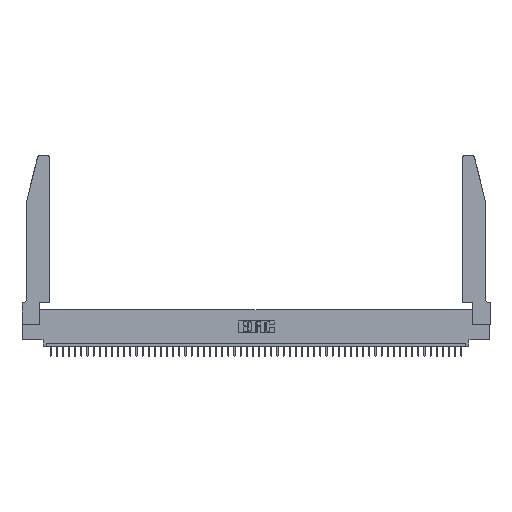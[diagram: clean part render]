
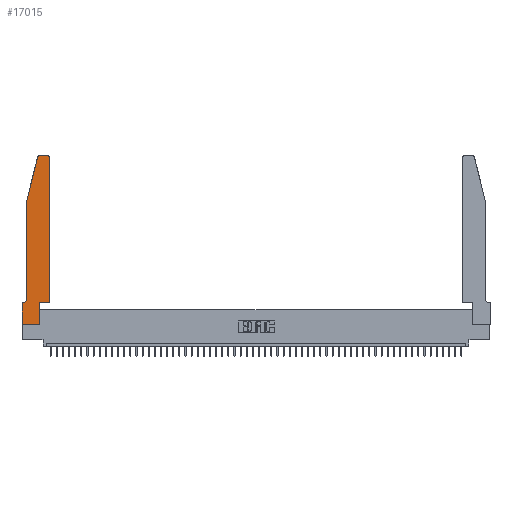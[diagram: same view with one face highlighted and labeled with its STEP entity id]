
A CAD part, top view. The second image highlights one B-rep face of the part: STEP entity #17015.
In plain terms, the highlighted planar face has unit normal (0, 0, 1).
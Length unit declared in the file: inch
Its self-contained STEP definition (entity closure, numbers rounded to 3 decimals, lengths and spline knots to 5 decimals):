
#313 = VERTEX_POINT ( 'NONE', #30612 ) ;
#757 = EDGE_CURVE ( 'NONE', #41553, #16549, #16530, .T. ) ;
#1583 = DIRECTION ( 'NONE',  ( -1., 0., 0. ) ) ;
#1595 = DIRECTION ( 'NONE',  ( 0., 1., 0. ) ) ;
#3754 = VERTEX_POINT ( 'NONE', #15375 ) ;
#4110 = CARTESIAN_POINT ( 'NONE',  ( 0.284, 2.72, 0.37 ) ) ;
#4666 = DIRECTION ( 'NONE',  ( 0., 0., 1. ) ) ;
#5008 = LINE ( 'NONE', #5523, #5697 ) ;
#5052 = CARTESIAN_POINT ( 'NONE',  ( 0.4505, 0.35, 0.37 ) ) ;
#5523 = CARTESIAN_POINT ( 'NONE',  ( 0.2865, 0.35, 0.37 ) ) ;
#5697 = VECTOR ( 'NONE', #1595, 39.37008 ) ;
#7192 = CARTESIAN_POINT ( 'NONE',  ( 0.284, 2.75, 0.37 ) ) ;
#7680 = VECTOR ( 'NONE', #29154, 39.37008 ) ;
#8227 = ORIENTED_EDGE ( 'NONE', *, *, #46337, .T. ) ;
#8853 = CARTESIAN_POINT ( 'NONE',  ( 0., 0., 0.37 ) ) ;
#9028 = CARTESIAN_POINT ( 'NONE',  ( 0., 0., 0.37 ) ) ;
#9183 = DIRECTION ( 'NONE',  ( 0., 1., 0. ) ) ;
#9574 = ORIENTED_EDGE ( 'NONE', *, *, #50385, .T. ) ;
#9682 = ORIENTED_EDGE ( 'NONE', *, *, #32909, .T. ) ;
#9930 = DIRECTION ( 'NONE',  ( 1., 0., 0. ) ) ;
#10190 = CARTESIAN_POINT ( 'NONE',  ( 0., 0., 0.37 ) ) ;
#10700 = CARTESIAN_POINT ( 'NONE',  ( 0.2865, 0., 0.37 ) ) ;
#10951 = CIRCLE ( 'NONE', #13450, 0.07 ) ;
#11625 = EDGE_CURVE ( 'NONE', #16549, #50425, #25115, .T. ) ;
#11798 = DIRECTION ( 'NONE',  ( 0., 0., 1. ) ) ;
#12292 = CARTESIAN_POINT ( 'NONE',  ( 0.0755, 2., 0.37 ) ) ;
#13099 = CARTESIAN_POINT ( 'NONE',  ( 0.4505, 2.72, 0.37 ) ) ;
#13308 = ORIENTED_EDGE ( 'NONE', *, *, #19043, .T. ) ;
#13450 = AXIS2_PLACEMENT_3D ( 'NONE', #42677, #50271, #1583 ) ;
#13511 = CARTESIAN_POINT ( 'NONE',  ( 0.4505, 0.35, 0.37 ) ) ;
#15375 = CARTESIAN_POINT ( 'NONE',  ( 0.0755, 0.42, 0.37 ) ) ;
#16068 = DIRECTION ( 'NONE',  ( 1., 0., 0. ) ) ;
#16530 = LINE ( 'NONE', #28495, #7680 ) ;
#16549 = VERTEX_POINT ( 'NONE', #49018 ) ;
#16861 = CARTESIAN_POINT ( 'NONE',  ( 0.25487, 2.72718, 0.37 ) ) ;
#17015 = ADVANCED_FACE ( 'NONE', ( #21833 ), #47306, .T. ) ;
#19043 = EDGE_CURVE ( 'NONE', #38990, #313, #5008, .T. ) ;
#19664 = CARTESIAN_POINT ( 'NONE',  ( 0.4205, 2.75, 0.37 ) ) ;
#19996 = EDGE_LOOP ( 'NONE', ( #25292, #44663, #30619, #9682, #23050, #32849, #44684, #9574, #13308, #29308, #24938, #8227 ) ) ;
#20742 = VECTOR ( 'NONE', #38156, 39.37008 ) ;
#20814 = DIRECTION ( 'NONE',  ( -1., 0., 0. ) ) ;
#21138 = EDGE_CURVE ( 'NONE', #25047, #36184, #41696, .T. ) ;
#21833 = FACE_OUTER_BOUND ( 'NONE', #19996, .T. ) ;
#21921 = DIRECTION ( 'NONE',  ( 0., -1., 0. ) ) ;
#22082 = LINE ( 'NONE', #9028, #36069 ) ;
#22818 = LINE ( 'NONE', #12292, #49428 ) ;
#23050 = ORIENTED_EDGE ( 'NONE', *, *, #44079, .T. ) ;
#24720 = EDGE_CURVE ( 'NONE', #25576, #45663, #25403, .T. ) ;
#24938 = ORIENTED_EDGE ( 'NONE', *, *, #24720, .T. ) ;
#25047 = VERTEX_POINT ( 'NONE', #7192 ) ;
#25102 = DIRECTION ( 'NONE',  ( 1., 0., 0. ) ) ;
#25115 = LINE ( 'NONE', #10190, #52512 ) ;
#25292 = ORIENTED_EDGE ( 'NONE', *, *, #40814, .T. ) ;
#25403 = LINE ( 'NONE', #5052, #45732 ) ;
#25576 = VERTEX_POINT ( 'NONE', #13511 ) ;
#26025 = LINE ( 'NONE', #33327, #40659 ) ;
#26416 = AXIS2_PLACEMENT_3D ( 'NONE', #28960, #4666, #25102 ) ;
#27060 = LINE ( 'NONE', #29599, #32703 ) ;
#28122 = EDGE_CURVE ( 'NONE', #313, #25576, #26025, .T. ) ;
#28185 = CIRCLE ( 'NONE', #26416, 0.03 ) ;
#28495 = CARTESIAN_POINT ( 'NONE',  ( 0.0755, 0.35, 0.37 ) ) ;
#28960 = CARTESIAN_POINT ( 'NONE',  ( 0.4205, 2.72, 0.37 ) ) ;
#29129 = VERTEX_POINT ( 'NONE', #19664 ) ;
#29154 = DIRECTION ( 'NONE',  ( -1., 0., 0. ) ) ;
#29308 = ORIENTED_EDGE ( 'NONE', *, *, #28122, .T. ) ;
#29576 = DIRECTION ( 'NONE',  ( 1., 0., 0. ) ) ;
#29599 = CARTESIAN_POINT ( 'NONE',  ( 0.2605, 2.75, 0.37 ) ) ;
#30412 = CARTESIAN_POINT ( 'NONE',  ( 0.0755, 2., 0.37 ) ) ;
#30603 = AXIS2_PLACEMENT_3D ( 'NONE', #51401, #11798, #16068 ) ;
#30612 = CARTESIAN_POINT ( 'NONE',  ( 0.2865, 0.35, 0.37 ) ) ;
#30619 = ORIENTED_EDGE ( 'NONE', *, *, #33979, .T. ) ;
#32703 = VECTOR ( 'NONE', #20814, 39.37008 ) ;
#32849 = ORIENTED_EDGE ( 'NONE', *, *, #757, .T. ) ;
#32909 = EDGE_CURVE ( 'NONE', #45195, #3754, #22818, .T. ) ;
#33327 = CARTESIAN_POINT ( 'NONE',  ( 0.4505, 0.35, 0.37 ) ) ;
#33979 = EDGE_CURVE ( 'NONE', #36184, #45195, #39789, .T. ) ;
#36069 = VECTOR ( 'NONE', #50024, 39.37008 ) ;
#36184 = VERTEX_POINT ( 'NONE', #16861 ) ;
#38156 = DIRECTION ( 'NONE',  ( -0.239, -0.971, 0. ) ) ;
#38990 = VERTEX_POINT ( 'NONE', #10700 ) ;
#39789 = LINE ( 'NONE', #42665, #20742 ) ;
#40659 = VECTOR ( 'NONE', #9930, 39.37008 ) ;
#40814 = EDGE_CURVE ( 'NONE', #29129, #25047, #27060, .T. ) ;
#41553 = VERTEX_POINT ( 'NONE', #46117 ) ;
#41690 = DIRECTION ( 'NONE',  ( 0., 0., 1. ) ) ;
#41696 = CIRCLE ( 'NONE', #48175, 0.03 ) ;
#42665 = CARTESIAN_POINT ( 'NONE',  ( 0.0755, 2., 0.37 ) ) ;
#42677 = CARTESIAN_POINT ( 'NONE',  ( 0.0055, 0.42, 0.37 ) ) ;
#44079 = EDGE_CURVE ( 'NONE', #3754, #41553, #10951, .T. ) ;
#44663 = ORIENTED_EDGE ( 'NONE', *, *, #21138, .T. ) ;
#44684 = ORIENTED_EDGE ( 'NONE', *, *, #11625, .T. ) ;
#44770 = DIRECTION ( 'NONE',  ( 0., -1., 0. ) ) ;
#45195 = VERTEX_POINT ( 'NONE', #30412 ) ;
#45663 = VERTEX_POINT ( 'NONE', #13099 ) ;
#45732 = VECTOR ( 'NONE', #9183, 39.37008 ) ;
#46117 = CARTESIAN_POINT ( 'NONE',  ( 0.0055, 0.35, 0.37 ) ) ;
#46337 = EDGE_CURVE ( 'NONE', #45663, #29129, #28185, .T. ) ;
#47306 = PLANE ( 'NONE',  #30603 ) ;
#48175 = AXIS2_PLACEMENT_3D ( 'NONE', #4110, #41690, #29576 ) ;
#49018 = CARTESIAN_POINT ( 'NONE',  ( 0., 0.35, 0.37 ) ) ;
#49428 = VECTOR ( 'NONE', #44770, 39.37008 ) ;
#50024 = DIRECTION ( 'NONE',  ( 1., 0., 0. ) ) ;
#50271 = DIRECTION ( 'NONE',  ( 0., 0., -1. ) ) ;
#50385 = EDGE_CURVE ( 'NONE', #50425, #38990, #22082, .T. ) ;
#50425 = VERTEX_POINT ( 'NONE', #8853 ) ;
#51401 = CARTESIAN_POINT ( 'NONE',  ( 0., 0.35, 0.37 ) ) ;
#52512 = VECTOR ( 'NONE', #21921, 39.37008 ) ;
